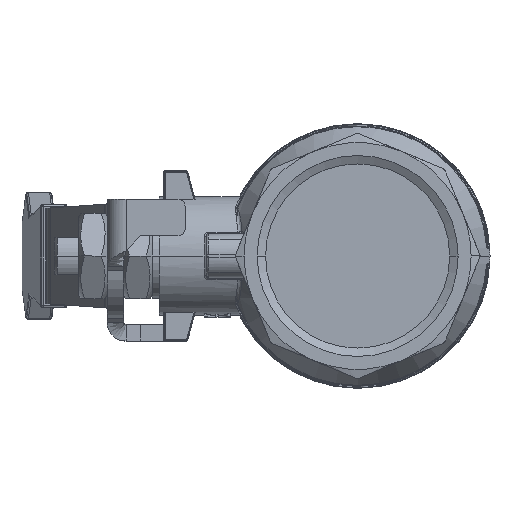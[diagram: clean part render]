
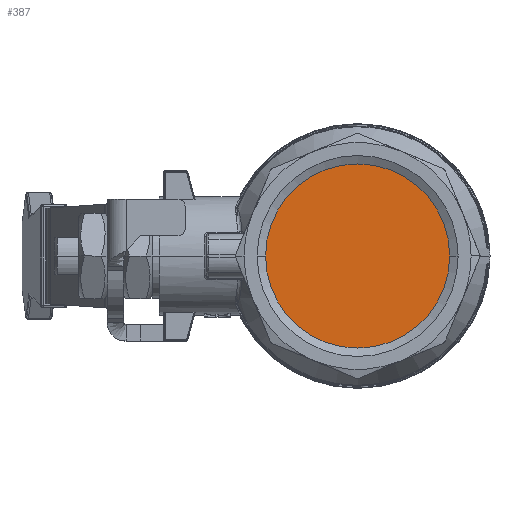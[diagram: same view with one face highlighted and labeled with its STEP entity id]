
A CAD part, left-side view. The second image highlights one B-rep face of the part: STEP entity #387.
In plain terms, the highlighted planar face has unit normal (-1, 0, 0).
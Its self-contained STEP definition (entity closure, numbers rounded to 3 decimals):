
#387=ADVANCED_FACE('',(#1661),#1662,.F.);
#1661=FACE_OUTER_BOUND('',#5022,.T.);
#1662=PLANE('',#5023);
#5022=EDGE_LOOP('',(#11570,#11571));
#5023=AXIS2_PLACEMENT_3D('',#11572,#11573,#11574);
#11570=ORIENTED_EDGE('',*,*,#17106,.T.);
#11571=ORIENTED_EDGE('',*,*,#16549,.T.);
#11572=CARTESIAN_POINT('',(-24.5,17.238,0.0));
#11573=DIRECTION('',(1.0,0.,0.0));
#11574=DIRECTION('',(0.,1.0,0.0));
#16549=EDGE_CURVE('',#19311,#19313,#19315,.T.);
#17106=EDGE_CURVE('',#19313,#19311,#20202,.T.);
#19311=VERTEX_POINT('',#24009);
#19313=VERTEX_POINT('',#24012);
#19315=CIRCLE('',#24015,19.476);
#20202=CIRCLE('',#25673,19.476);
#24009=CARTESIAN_POINT('',(-24.5,19.476,0.));
#24012=CARTESIAN_POINT('',(-24.5,-19.476,0.));
#24015=AXIS2_PLACEMENT_3D('',#34250,#34251,#34252);
#25673=AXIS2_PLACEMENT_3D('',#35147,#35148,#35149);
#34250=CARTESIAN_POINT('',(-24.5,0.,0.0));
#34251=DIRECTION('',(-1.0,0.0,0.0));
#34252=DIRECTION('',(0.0,1.0,0.0));
#35147=CARTESIAN_POINT('',(-24.5,0.,0.0));
#35148=DIRECTION('',(-1.0,0.0,0.0));
#35149=DIRECTION('',(0.0,1.0,0.0));
